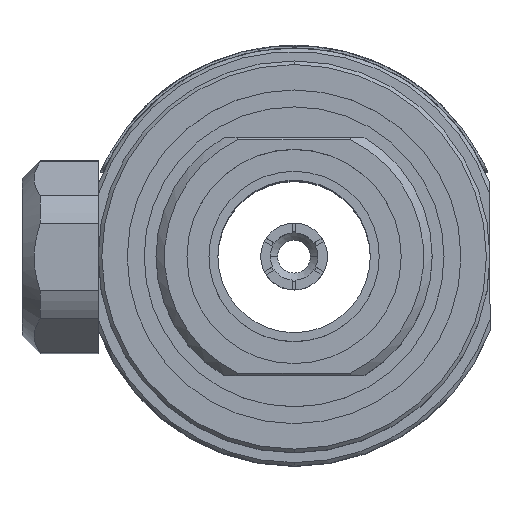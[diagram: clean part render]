
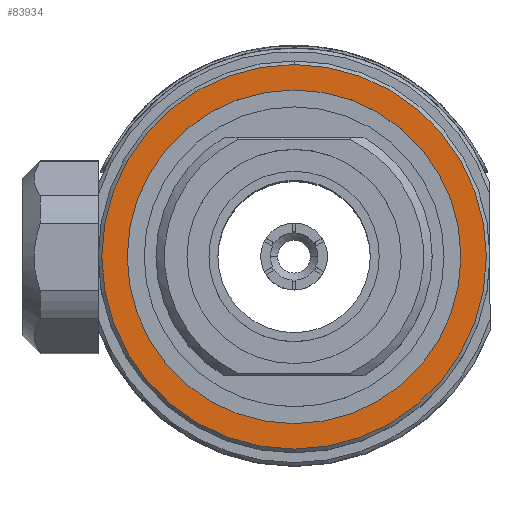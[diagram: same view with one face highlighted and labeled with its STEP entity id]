
A CAD part, top view. The second image highlights one B-rep face of the part: STEP entity #83934.
In plain terms, the highlighted face is planar.
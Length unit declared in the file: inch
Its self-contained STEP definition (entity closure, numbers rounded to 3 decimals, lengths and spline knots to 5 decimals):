
#2459 = DIRECTION ( 'NONE',  ( 0., 0., -1. ) ) ;
#4331 = AXIS2_PLACEMENT_3D ( 'NONE', #55586, #25281, #8850 ) ;
#8515 = VERTEX_POINT ( 'NONE', #65084 ) ;
#8536 = DIRECTION ( 'NONE',  ( -1., 0., 0. ) ) ;
#8850 = DIRECTION ( 'NONE',  ( 0., 0., -1. ) ) ;
#9563 = CIRCLE ( 'NONE', #75244, 0.69 ) ;
#16438 = ORIENTED_EDGE ( 'NONE', *, *, #76952, .F. ) ;
#18860 = CARTESIAN_POINT ( 'NONE',  ( 0.825, 0., 0.795 ) ) ;
#20674 = EDGE_CURVE ( 'NONE', #71303, #50861, #81572, .T. ) ;
#25281 = DIRECTION ( 'NONE',  ( 1., 0., 0. ) ) ;
#26347 = CARTESIAN_POINT ( 'NONE',  ( 0.825, 0., -0.69 ) ) ;
#31130 = DIRECTION ( 'NONE',  ( 0., 0., 1. ) ) ;
#33455 = PLANE ( 'NONE',  #4331 ) ;
#33944 = ORIENTED_EDGE ( 'NONE', *, *, #64323, .T. ) ;
#35414 = AXIS2_PLACEMENT_3D ( 'NONE', #100042, #76978, #61957 ) ;
#36583 = ORIENTED_EDGE ( 'NONE', *, *, #20674, .F. ) ;
#37219 = AXIS2_PLACEMENT_3D ( 'NONE', #68503, #99861, #38187 ) ;
#38187 = DIRECTION ( 'NONE',  ( 0., 0., 1. ) ) ;
#43589 = CARTESIAN_POINT ( 'NONE',  ( 0.825, 0., 0. ) ) ;
#44546 = CARTESIAN_POINT ( 'NONE',  ( 0.825, 0., 0.69 ) ) ;
#47914 = FACE_BOUND ( 'NONE', #84635, .T. ) ;
#48270 = EDGE_CURVE ( 'NONE', #92237, #8515, #62401, .T. ) ;
#50861 = VERTEX_POINT ( 'NONE', #44546 ) ;
#54952 = ORIENTED_EDGE ( 'NONE', *, *, #48270, .T. ) ;
#55586 = CARTESIAN_POINT ( 'NONE',  ( 0.825, 0.81, 0. ) ) ;
#57105 = FACE_OUTER_BOUND ( 'NONE', #87872, .T. ) ;
#61957 = DIRECTION ( 'NONE',  ( 0., 0., -1. ) ) ;
#62401 = CIRCLE ( 'NONE', #82168, 0.795 ) ;
#64323 = EDGE_CURVE ( 'NONE', #8515, #92237, #71469, .T. ) ;
#65084 = CARTESIAN_POINT ( 'NONE',  ( 0.825, 0., -0.795 ) ) ;
#68503 = CARTESIAN_POINT ( 'NONE',  ( 0.825, 0., 0. ) ) ;
#71303 = VERTEX_POINT ( 'NONE', #26347 ) ;
#71469 = CIRCLE ( 'NONE', #35414, 0.795 ) ;
#75244 = AXIS2_PLACEMENT_3D ( 'NONE', #79458, #8536, #31130 ) ;
#76952 = EDGE_CURVE ( 'NONE', #50861, #71303, #9563, .T. ) ;
#76978 = DIRECTION ( 'NONE',  ( -1., 0., 0. ) ) ;
#79458 = CARTESIAN_POINT ( 'NONE',  ( 0.825, 0., 0. ) ) ;
#81572 = CIRCLE ( 'NONE', #37219, 0.69 ) ;
#82168 = AXIS2_PLACEMENT_3D ( 'NONE', #43589, #88797, #2459 ) ;
#83934 = ADVANCED_FACE ( 'NONE', ( #57105, #47914 ), #33455, .F. ) ;
#84635 = EDGE_LOOP ( 'NONE', ( #16438, #36583 ) ) ;
#87872 = EDGE_LOOP ( 'NONE', ( #33944, #54952 ) ) ;
#88797 = DIRECTION ( 'NONE',  ( -1., 0., 0. ) ) ;
#92237 = VERTEX_POINT ( 'NONE', #18860 ) ;
#99861 = DIRECTION ( 'NONE',  ( -1., 0., 0. ) ) ;
#100042 = CARTESIAN_POINT ( 'NONE',  ( 0.825, 0., 0. ) ) ;
